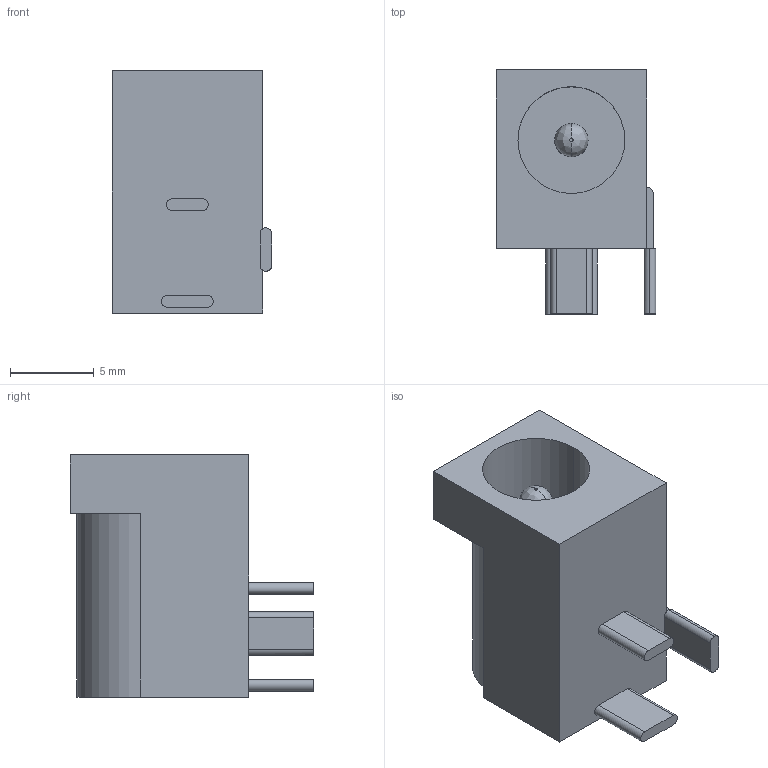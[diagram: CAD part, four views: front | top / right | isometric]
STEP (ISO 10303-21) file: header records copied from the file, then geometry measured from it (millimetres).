
FILE_DESCRIPTION (( 'STEP AP214' ), '1' );
FILE_NAME ('User Library-3066-31000001R-Rev.01.STEP', '2016-12-01T14:25:18', ( 'Windows User' ), ( '' ), 'SwSTEP 2.0', 'SolidWorks 2016', '' );
FILE_SCHEMA (( 'AUTOMOTIVE_DESIGN' ));
Length unit declared in the file: millimetre
Products named in the file (1): User Library-3066-31000001R-Rev.01
Bounding box: 9.55 x 14.6 x 14.5 mm (x, y, z)
Volume: 990.9 mm3; surface area: 1020.7 mm2
Topology: 1 solids, 1 shells, 39 faces, 97 edges, 64 vertices
Faces by surface type: plane 24, cylinder 13, bspline 2
Entity records: 1362 total; most frequent: CARTESIAN_POINT 253, DIRECTION 203, ORIENTED_EDGE 194, EDGE_CURVE 97, AXIS2_PLACEMENT_3D 70, VERTEX_POINT 64, VECTOR 63, LINE 63
